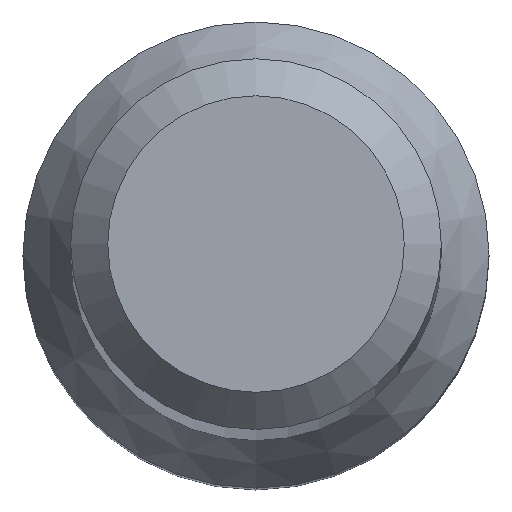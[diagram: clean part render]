
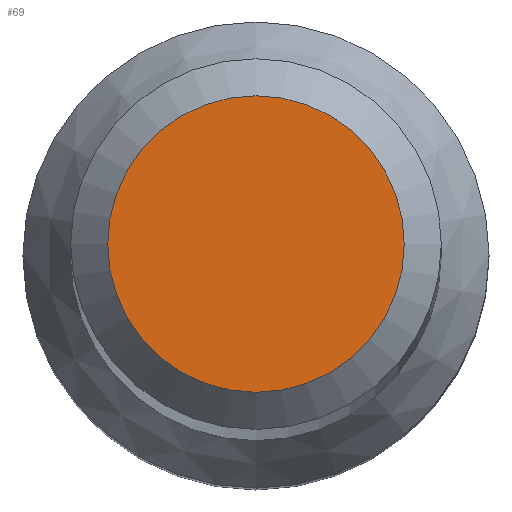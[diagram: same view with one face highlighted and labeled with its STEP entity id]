
A CAD part, top view. The second image highlights one B-rep face of the part: STEP entity #69.
In plain terms, the highlighted planar face has unit normal (0, 0, 1).
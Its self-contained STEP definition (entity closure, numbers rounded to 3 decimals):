
#34 = DIRECTION ( 'NONE',  ( 0., 0., -1. ) ) ;
#53 = CARTESIAN_POINT ( 'NONE',  ( 0., 1.6, 80. ) ) ;
#69 = ADVANCED_FACE ( 'NONE', ( #228 ), #178, .F. ) ;
#72 = VERTEX_POINT ( 'NONE', #53 ) ;
#105 = AXIS2_PLACEMENT_3D ( 'NONE', #192, #34, #155 ) ;
#139 = ORIENTED_EDGE ( 'NONE', *, *, #236, .F. ) ;
#140 = CARTESIAN_POINT ( 'NONE',  ( 0., 0., 80. ) ) ;
#155 = DIRECTION ( 'NONE',  ( 0., 1., 0. ) ) ;
#162 = DIRECTION ( 'NONE',  ( 0., 0., -1. ) ) ;
#164 = DIRECTION ( 'NONE',  ( 0., 1., 0. ) ) ;
#173 = AXIS2_PLACEMENT_3D ( 'NONE', #140, #162, #164 ) ;
#178 = PLANE ( 'NONE',  #105 ) ;
#192 = CARTESIAN_POINT ( 'NONE',  ( 0., 0., 80. ) ) ;
#228 = FACE_OUTER_BOUND ( 'NONE', #234, .T. ) ;
#233 = CIRCLE ( 'NONE', #173, 1.6 ) ;
#234 = EDGE_LOOP ( 'NONE', ( #139 ) ) ;
#236 = EDGE_CURVE ( 'NONE', #72, #72, #233, .T. ) ;
